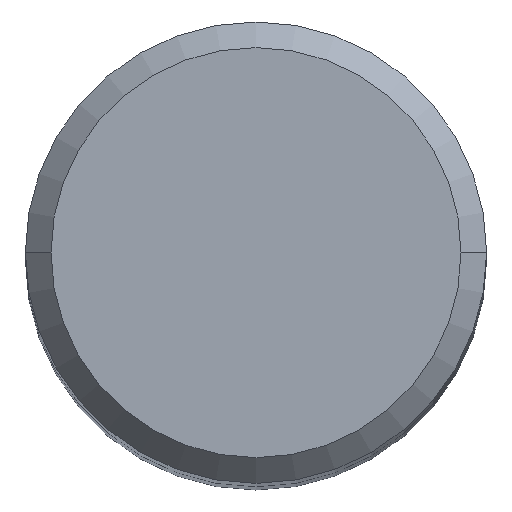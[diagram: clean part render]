
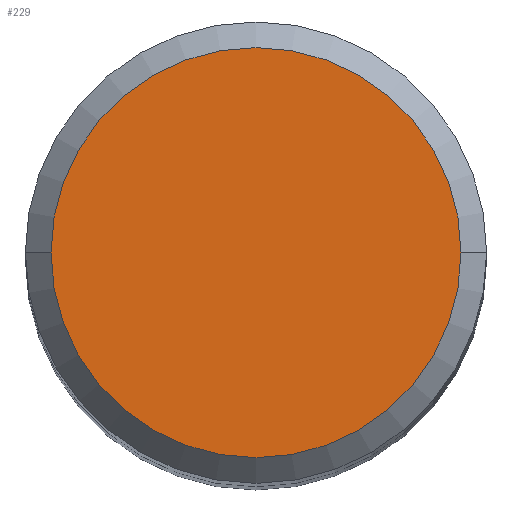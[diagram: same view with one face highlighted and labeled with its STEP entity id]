
A CAD part, top view. The second image highlights one B-rep face of the part: STEP entity #229.
In plain terms, the highlighted planar face has unit normal (0, 0, 1).
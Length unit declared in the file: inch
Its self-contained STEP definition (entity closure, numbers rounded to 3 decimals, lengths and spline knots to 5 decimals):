
#25 = EDGE_LOOP ( 'NONE', ( #152, #231 ) ) ;
#36 = CARTESIAN_POINT ( 'NONE',  ( 0., 0., 0. ) ) ;
#54 = DIRECTION ( 'NONE',  ( -1., 0., 0. ) ) ;
#98 = DIRECTION ( 'NONE',  ( 0., 0., 1. ) ) ;
#106 = CIRCLE ( 'NONE', #318, 0.25 ) ;
#132 = DIRECTION ( 'NONE',  ( 0., 0., 1. ) ) ;
#134 = CARTESIAN_POINT ( 'NONE',  ( 0.25, 0., 0. ) ) ;
#139 = VERTEX_POINT ( 'NONE', #160 ) ;
#145 = EDGE_CURVE ( 'NONE', #139, #381, #106, .T. ) ;
#152 = ORIENTED_EDGE ( 'NONE', *, *, #145, .T. ) ;
#159 = DIRECTION ( 'NONE',  ( 0., 0., -1. ) ) ;
#160 = CARTESIAN_POINT ( 'NONE',  ( -0.25, 0., 0. ) ) ;
#189 = FACE_OUTER_BOUND ( 'NONE', #25, .T. ) ;
#195 = DIRECTION ( 'NONE',  ( 1., 0., 0. ) ) ;
#229 = ADVANCED_FACE ( 'NONE', ( #189 ), #314, .F. ) ;
#231 = ORIENTED_EDGE ( 'NONE', *, *, #295, .T. ) ;
#233 = CIRCLE ( 'NONE', #322, 0.25 ) ;
#283 = DIRECTION ( 'NONE',  ( 1., 0., 0. ) ) ;
#295 = EDGE_CURVE ( 'NONE', #381, #139, #233, .T. ) ;
#314 = PLANE ( 'NONE',  #358 ) ;
#317 = CARTESIAN_POINT ( 'NONE',  ( 0., 0., 0. ) ) ;
#318 = AXIS2_PLACEMENT_3D ( 'NONE', #334, #98, #283 ) ;
#322 = AXIS2_PLACEMENT_3D ( 'NONE', #317, #132, #195 ) ;
#334 = CARTESIAN_POINT ( 'NONE',  ( 0., 0., 0. ) ) ;
#358 = AXIS2_PLACEMENT_3D ( 'NONE', #36, #159, #54 ) ;
#381 = VERTEX_POINT ( 'NONE', #134 ) ;
